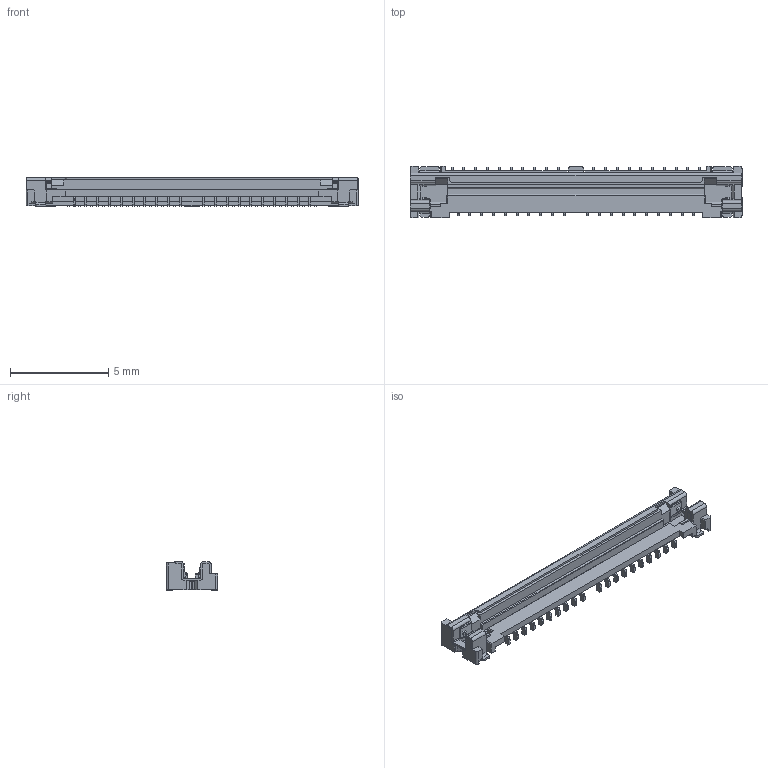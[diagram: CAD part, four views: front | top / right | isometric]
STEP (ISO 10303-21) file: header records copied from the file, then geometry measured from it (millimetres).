
FILE_DESCRIPTION(('Creo Elements/Direct Modeling STEP Export'),'2;1');
FILE_NAME('DF56C-40S-0.3V.stp','2015-09-16T11:43:21',(''),(''),'Creo Elements/Direct Modeling STEP processor for AP214 (Solid Model)','Creo Elements/Direct Modeling 18.1E 22-Nov-2013 (C) Parametric Technology GmbH','');
FILE_SCHEMA(('AUTOMOTIVE_DESIGN { 1 0 10303 214 1 1 1 1 }'));
Length unit declared in the file: millimetre
Products named in the file (1): DF56C-40S-0.3V
Bounding box: 16.9 x 2.6 x 1.45 mm (x, y, z)
Volume: 26.8 mm3; surface area: 168.5 mm2
Topology: 1 solids, 1 shells, 1023 faces, 2897 edges, 1920 vertices
Faces by surface type: plane 624, cylinder 399
Entity records: 33161 total; most frequent: CARTESIAN_POINT 5827, ORIENTED_EDGE 5794, DIRECTION 5727, EDGE_CURVE 2897, VECTOR 2087, LINE 2087, VERTEX_POINT 1920, AXIS2_PLACEMENT_3D 1820
